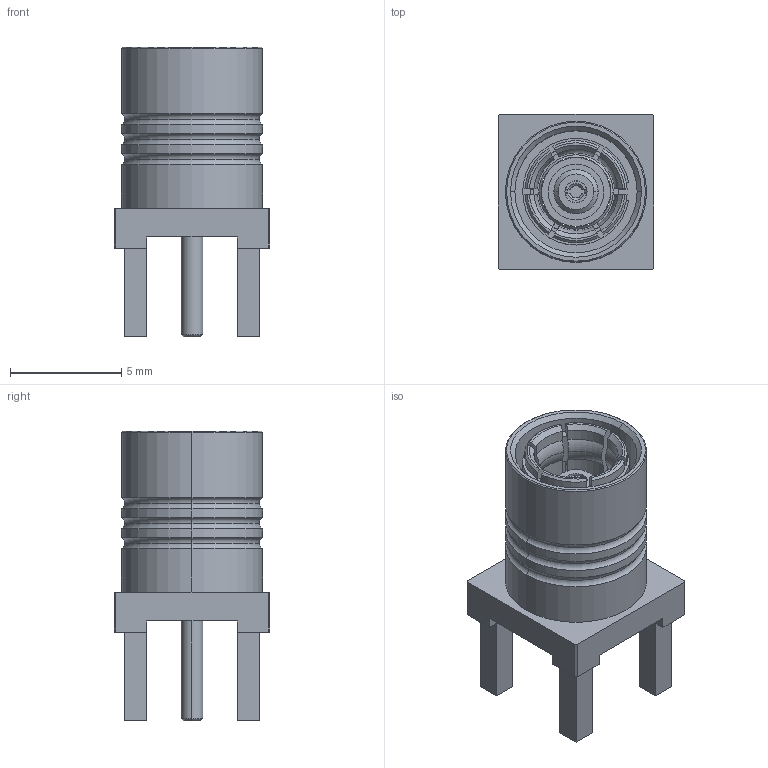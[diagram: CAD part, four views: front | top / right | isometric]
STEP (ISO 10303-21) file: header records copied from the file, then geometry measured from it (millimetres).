
FILE_DESCRIPTION (( 'STEP AP214' ), '1' );
FILE_NAME ('32-400-D3.STEP', '2024-09-06T08:25:32', ( '' ), ( '' ), 'SwSTEP 2.0', 'SolidWorks 2024', '' );
FILE_SCHEMA (( 'AUTOMOTIVE_DESIGN' ));
Length unit declared in the file: millimetre
Products named in the file (1): 32-400-D3
Bounding box: 7 x 7 x 13.05 mm (x, y, z)
Surface area: 671.7 mm2 (no closed solid volume)
Topology: 0 solids, 8 shells, 156 faces, 482 edges, 332 vertices
Faces by surface type: plane 62, cylinder 46, cone 24, torus 24
Entity records: 5473 total; most frequent: CARTESIAN_POINT 1183, DIRECTION 908, ORIENTED_EDGE 840, EDGE_CURVE 482, VERTEX_POINT 332, AXIS2_PLACEMENT_3D 321, LINE 266, VECTOR 266
